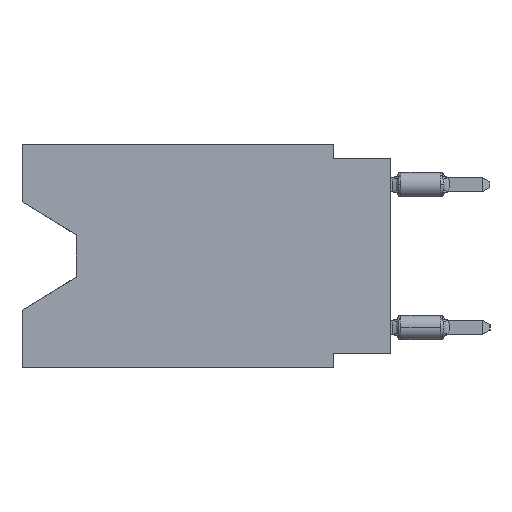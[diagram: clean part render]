
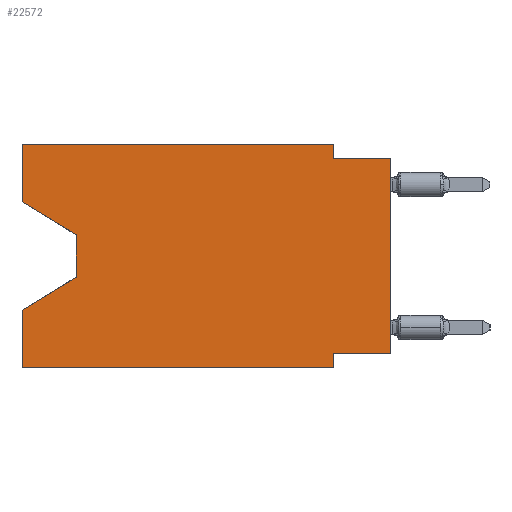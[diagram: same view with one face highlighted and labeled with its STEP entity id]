
A CAD part, left-side view. The second image highlights one B-rep face of the part: STEP entity #22572.
In plain terms, the highlighted planar face has unit normal (-1, 0, 0).
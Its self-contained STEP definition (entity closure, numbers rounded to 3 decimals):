
#145 = CARTESIAN_POINT ( 'NONE',  ( 0., 2.54, -0.635 ) ) ;
#590 = CARTESIAN_POINT ( 'NONE',  ( 0., 0., -0.635 ) ) ;
#1185 = DIRECTION ( 'NONE',  ( 0., 0., 1. ) ) ;
#1330 = CARTESIAN_POINT ( 'NONE',  ( 0., 13.97, -4.013 ) ) ;
#1881 = VERTEX_POINT ( 'NONE', #34274 ) ;
#2212 = VECTOR ( 'NONE', #4827, 1000. ) ;
#2659 = LINE ( 'NONE', #2857, #16411 ) ;
#2731 = PLANE ( 'NONE',  #21403 ) ;
#2857 = CARTESIAN_POINT ( 'NONE',  ( 0., 13.97, -5.893 ) ) ;
#3874 = DIRECTION ( 'NONE',  ( 0., 0., -1. ) ) ;
#4108 = CARTESIAN_POINT ( 'NONE',  ( 0., 16.383, 0. ) ) ;
#4149 = EDGE_CURVE ( 'NONE', #12675, #17639, #27977, .T. ) ;
#4300 = CARTESIAN_POINT ( 'NONE',  ( 0., 0., -0.635 ) ) ;
#4397 = VERTEX_POINT ( 'NONE', #17830 ) ;
#4478 = EDGE_CURVE ( 'NONE', #37490, #19059, #8712, .T. ) ;
#4827 = DIRECTION ( 'NONE',  ( 0., 0., 1. ) ) ;
#4904 = CARTESIAN_POINT ( 'NONE',  ( 0., 2.54, 0. ) ) ;
#4937 = ORIENTED_EDGE ( 'NONE', *, *, #15288, .F. ) ;
#5250 = VERTEX_POINT ( 'NONE', #11725 ) ;
#5646 = CARTESIAN_POINT ( 'NONE',  ( 0., 16.383, 0. ) ) ;
#6071 = CARTESIAN_POINT ( 'NONE',  ( 0., 13.97, -5.893 ) ) ;
#6402 = DIRECTION ( 'NONE',  ( 0., -1., 0. ) ) ;
#6705 = VERTEX_POINT ( 'NONE', #10567 ) ;
#7018 = LINE ( 'NONE', #4108, #34316 ) ;
#7835 = LINE ( 'NONE', #4904, #15839 ) ;
#8088 = LINE ( 'NONE', #11196, #19924 ) ;
#8194 = VECTOR ( 'NONE', #6402, 1000. ) ;
#8712 = LINE ( 'NONE', #35707, #21008 ) ;
#8944 = EDGE_CURVE ( 'NONE', #14794, #12675, #8088, .T. ) ;
#9441 = EDGE_CURVE ( 'NONE', #24356, #32368, #15707, .T. ) ;
#10567 = CARTESIAN_POINT ( 'NONE',  ( 0., 2.54, 0. ) ) ;
#10723 = EDGE_CURVE ( 'NONE', #1881, #19059, #35580, .T. ) ;
#10952 = EDGE_CURVE ( 'NONE', #5250, #37490, #18845, .T. ) ;
#10994 = EDGE_CURVE ( 'NONE', #14794, #4397, #7018, .T. ) ;
#11015 = ORIENTED_EDGE ( 'NONE', *, *, #31822, .T. ) ;
#11116 = ORIENTED_EDGE ( 'NONE', *, *, #37744, .F. ) ;
#11196 = CARTESIAN_POINT ( 'NONE',  ( 0., 16.383, -2.546 ) ) ;
#11411 = DIRECTION ( 'NONE',  ( 0., 0.855, -0.519 ) ) ;
#11725 = CARTESIAN_POINT ( 'NONE',  ( 0., 0., -9.271 ) ) ;
#12478 = DIRECTION ( 'NONE',  ( 0., -1., 0. ) ) ;
#12541 = ORIENTED_EDGE ( 'NONE', *, *, #8944, .T. ) ;
#12628 = VECTOR ( 'NONE', #19185, 1000. ) ;
#12675 = VERTEX_POINT ( 'NONE', #22395 ) ;
#13917 = CARTESIAN_POINT ( 'NONE',  ( 0., 16.383, -7.36 ) ) ;
#14393 = DIRECTION ( 'NONE',  ( 1., 0., 0. ) ) ;
#14794 = VERTEX_POINT ( 'NONE', #20474 ) ;
#15288 = EDGE_CURVE ( 'NONE', #4397, #6705, #33432, .T. ) ;
#15383 = CARTESIAN_POINT ( 'NONE',  ( 0., 16.383, -9.906 ) ) ;
#15707 = LINE ( 'NONE', #590, #8194 ) ;
#15839 = VECTOR ( 'NONE', #28618, 1000. ) ;
#16411 = VECTOR ( 'NONE', #11411, 1000. ) ;
#16707 = CARTESIAN_POINT ( 'NONE',  ( 0., 0., -9.271 ) ) ;
#17046 = LINE ( 'NONE', #28926, #2212 ) ;
#17639 = VERTEX_POINT ( 'NONE', #6071 ) ;
#17830 = CARTESIAN_POINT ( 'NONE',  ( 0., 16.383, 0. ) ) ;
#17898 = DIRECTION ( 'NONE',  ( 0., -1., 0. ) ) ;
#18845 = LINE ( 'NONE', #16707, #28126 ) ;
#19059 = VERTEX_POINT ( 'NONE', #20810 ) ;
#19185 = DIRECTION ( 'NONE',  ( 0., 0., 1. ) ) ;
#19924 = VECTOR ( 'NONE', #32518, 1000. ) ;
#20474 = CARTESIAN_POINT ( 'NONE',  ( 0., 16.383, -2.546 ) ) ;
#20810 = CARTESIAN_POINT ( 'NONE',  ( 0., 2.54, -9.906 ) ) ;
#20817 = CARTESIAN_POINT ( 'NONE',  ( 0., 16.383, 0. ) ) ;
#21008 = VECTOR ( 'NONE', #35324, 1000. ) ;
#21403 = AXIS2_PLACEMENT_3D ( 'NONE', #5646, #14393, #32082 ) ;
#21896 = VECTOR ( 'NONE', #12478, 1000. ) ;
#22352 = DIRECTION ( 'NONE',  ( 0., 1., 0. ) ) ;
#22395 = CARTESIAN_POINT ( 'NONE',  ( 0., 13.97, -4.013 ) ) ;
#22572 = ADVANCED_FACE ( 'NONE', ( #37903 ), #2731, .F. ) ;
#23624 = ORIENTED_EDGE ( 'NONE', *, *, #10994, .F. ) ;
#24356 = VERTEX_POINT ( 'NONE', #145 ) ;
#24562 = CARTESIAN_POINT ( 'NONE',  ( 0., 2.54, -9.271 ) ) ;
#25295 = ORIENTED_EDGE ( 'NONE', *, *, #4478, .F. ) ;
#26931 = EDGE_LOOP ( 'NONE', ( #12541, #35879, #11015, #30302, #38074, #25295, #30727, #38099, #30508, #11116, #4937, #23624 ) ) ;
#27977 = LINE ( 'NONE', #1330, #34008 ) ;
#28126 = VECTOR ( 'NONE', #22352, 1000. ) ;
#28618 = DIRECTION ( 'NONE',  ( 0., 0., -1. ) ) ;
#28926 = CARTESIAN_POINT ( 'NONE',  ( 0., 0., 0. ) ) ;
#29578 = VERTEX_POINT ( 'NONE', #13917 ) ;
#30302 = ORIENTED_EDGE ( 'NONE', *, *, #36126, .F. ) ;
#30508 = ORIENTED_EDGE ( 'NONE', *, *, #9441, .F. ) ;
#30727 = ORIENTED_EDGE ( 'NONE', *, *, #10952, .F. ) ;
#30858 = CARTESIAN_POINT ( 'NONE',  ( 0., 16.383, 0. ) ) ;
#31822 = EDGE_CURVE ( 'NONE', #17639, #29578, #2659, .T. ) ;
#32082 = DIRECTION ( 'NONE',  ( 0., 0., -1. ) ) ;
#32368 = VERTEX_POINT ( 'NONE', #4300 ) ;
#32518 = DIRECTION ( 'NONE',  ( 0., -0.855, -0.519 ) ) ;
#32906 = EDGE_CURVE ( 'NONE', #5250, #32368, #17046, .T. ) ;
#33432 = LINE ( 'NONE', #20817, #35272 ) ;
#33754 = LINE ( 'NONE', #30858, #12628 ) ;
#34008 = VECTOR ( 'NONE', #3874, 1000. ) ;
#34274 = CARTESIAN_POINT ( 'NONE',  ( 0., 16.383, -9.906 ) ) ;
#34316 = VECTOR ( 'NONE', #1185, 1000. ) ;
#35272 = VECTOR ( 'NONE', #17898, 1000. ) ;
#35324 = DIRECTION ( 'NONE',  ( 0., 0., -1. ) ) ;
#35580 = LINE ( 'NONE', #15383, #21896 ) ;
#35707 = CARTESIAN_POINT ( 'NONE',  ( 0., 2.54, -9.906 ) ) ;
#35879 = ORIENTED_EDGE ( 'NONE', *, *, #4149, .T. ) ;
#36126 = EDGE_CURVE ( 'NONE', #1881, #29578, #33754, .T. ) ;
#37490 = VERTEX_POINT ( 'NONE', #24562 ) ;
#37744 = EDGE_CURVE ( 'NONE', #6705, #24356, #7835, .T. ) ;
#37903 = FACE_OUTER_BOUND ( 'NONE', #26931, .T. ) ;
#38074 = ORIENTED_EDGE ( 'NONE', *, *, #10723, .T. ) ;
#38099 = ORIENTED_EDGE ( 'NONE', *, *, #32906, .T. ) ;
